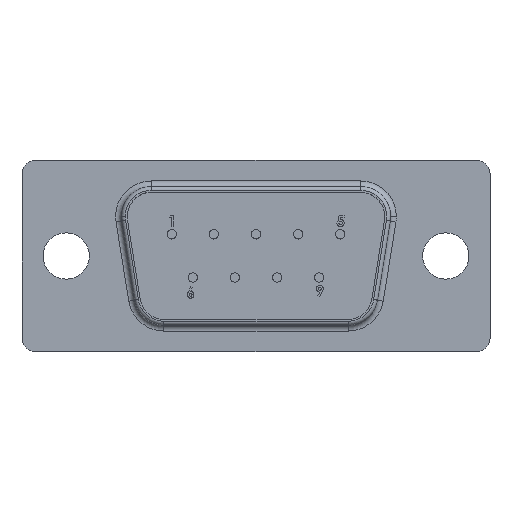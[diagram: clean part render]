
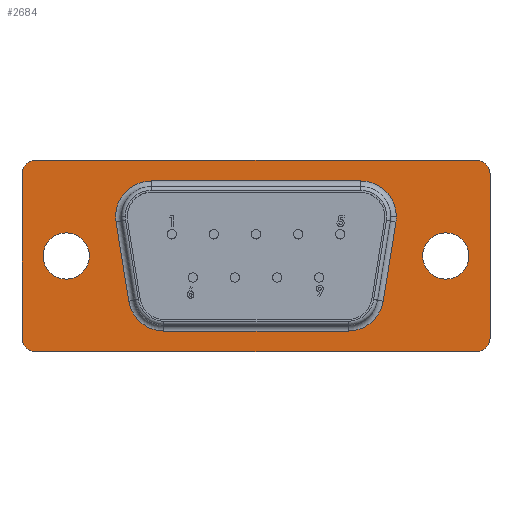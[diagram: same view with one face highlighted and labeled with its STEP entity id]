
A CAD part, top view. The second image highlights one B-rep face of the part: STEP entity #2684.
In plain terms, the highlighted planar face has unit normal (0, 0, 1).
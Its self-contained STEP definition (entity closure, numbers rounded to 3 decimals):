
#1296 = VERTEX_POINT('',#1297);
#1297 = CARTESIAN_POINT('',(12.459,3.523,6.48));
#1306 = EDGE_CURVE('',#1296,#1307,#1309,.T.);
#1307 = VERTEX_POINT('',#1308);
#1308 = CARTESIAN_POINT('',(14.795,1.186,6.48));
#1309 = CIRCLE('',#1310,2.337);
#1310 = AXIS2_PLACEMENT_3D('',#1311,#1312,#1313);
#1311 = CARTESIAN_POINT('',(12.459,1.186,6.48));
#1312 = DIRECTION('',(0.,0.,-1.));
#1313 = DIRECTION('',(1.,0.,0.));
#1460 = VERTEX_POINT('',#1461);
#1461 = CARTESIAN_POINT('',(19.576,-1.418,6.48));
#1467 = EDGE_CURVE('',#1468,#1460,#1470,.T.);
#1468 = VERTEX_POINT('',#1469);
#1469 = CARTESIAN_POINT('',(16.528,-1.418,6.48));
#1470 = CIRCLE('',#1471,1.524);
#1471 = AXIS2_PLACEMENT_3D('',#1472,#1473,#1474);
#1472 = CARTESIAN_POINT('',(18.052,-1.418,6.48));
#1473 = DIRECTION('',(0.,0.,1.));
#1474 = DIRECTION('',(1.,0.,0.));
#1502 = VERTEX_POINT('',#1503);
#1503 = CARTESIAN_POINT('',(-5.418,-1.418,6.48));
#1509 = EDGE_CURVE('',#1510,#1502,#1512,.T.);
#1510 = VERTEX_POINT('',#1511);
#1511 = CARTESIAN_POINT('',(-8.466,-1.418,6.48));
#1512 = CIRCLE('',#1513,1.524);
#1513 = AXIS2_PLACEMENT_3D('',#1514,#1515,#1516);
#1514 = CARTESIAN_POINT('',(-6.942,-1.418,6.48));
#1515 = DIRECTION('',(0.,0.,1.));
#1516 = DIRECTION('',(1.,0.,0.));
#2684 = ADVANCED_FACE('',(#2685,#2754,#2764,#2774),#2844,.T.);
#2685 = FACE_BOUND('',#2686,.T.);
#2686 = EDGE_LOOP('',(#2687,#2688,#2697,#2705,#2714,#2722,#2731,#2739,
    #2748));
#2687 = ORIENTED_EDGE('',*,*,#1306,.T.);
#2688 = ORIENTED_EDGE('',*,*,#2689,.T.);
#2689 = EDGE_CURVE('',#1307,#2690,#2692,.T.);
#2690 = VERTEX_POINT('',#2691);
#2691 = CARTESIAN_POINT('',(14.766,0.814,6.48));
#2692 = CIRCLE('',#2693,2.337);
#2693 = AXIS2_PLACEMENT_3D('',#2694,#2695,#2696);
#2694 = CARTESIAN_POINT('',(12.459,1.186,6.48));
#2695 = DIRECTION('',(0.,0.,-1.));
#2696 = DIRECTION('',(1.,0.,0.));
#2697 = ORIENTED_EDGE('',*,*,#2698,.T.);
#2698 = EDGE_CURVE('',#2690,#2699,#2701,.T.);
#2699 = VERTEX_POINT('',#2700);
#2700 = CARTESIAN_POINT('',(13.927,-4.393,6.48));
#2701 = LINE('',#2702,#2703);
#2702 = CARTESIAN_POINT('',(12.805,-11.364,6.48));
#2703 = VECTOR('',#2704,1.);
#2704 = DIRECTION('',(-0.159,-0.987,0.));
#2705 = ORIENTED_EDGE('',*,*,#2706,.T.);
#2706 = EDGE_CURVE('',#2699,#2707,#2709,.T.);
#2707 = VERTEX_POINT('',#2708);
#2708 = CARTESIAN_POINT('',(11.62,-6.358,6.48));
#2709 = CIRCLE('',#2710,2.337);
#2710 = AXIS2_PLACEMENT_3D('',#2711,#2712,#2713);
#2711 = CARTESIAN_POINT('',(11.62,-4.021,6.48));
#2712 = DIRECTION('',(0.,0.,-1.));
#2713 = DIRECTION('',(1.,0.,0.));
#2714 = ORIENTED_EDGE('',*,*,#2715,.T.);
#2715 = EDGE_CURVE('',#2707,#2716,#2718,.T.);
#2716 = VERTEX_POINT('',#2717);
#2717 = CARTESIAN_POINT('',(-0.51,-6.358,6.48));
#2718 = LINE('',#2719,#2720);
#2719 = CARTESIAN_POINT('',(-9.85,-6.358,6.48));
#2720 = VECTOR('',#2721,1.);
#2721 = DIRECTION('',(-1.,0.,0.));
#2722 = ORIENTED_EDGE('',*,*,#2723,.T.);
#2723 = EDGE_CURVE('',#2716,#2724,#2726,.T.);
#2724 = VERTEX_POINT('',#2725);
#2725 = CARTESIAN_POINT('',(-2.817,-4.393,6.48));
#2726 = CIRCLE('',#2727,2.337);
#2727 = AXIS2_PLACEMENT_3D('',#2728,#2729,#2730);
#2728 = CARTESIAN_POINT('',(-0.51,-4.021,6.48));
#2729 = DIRECTION('',(0.,0.,-1.));
#2730 = DIRECTION('',(1.,0.,0.));
#2731 = ORIENTED_EDGE('',*,*,#2732,.T.);
#2732 = EDGE_CURVE('',#2724,#2733,#2735,.T.);
#2733 = VERTEX_POINT('',#2734);
#2734 = CARTESIAN_POINT('',(-3.655,0.814,6.48));
#2735 = LINE('',#2736,#2737);
#2736 = CARTESIAN_POINT('',(-2.473,-6.53,6.48));
#2737 = VECTOR('',#2738,1.);
#2738 = DIRECTION('',(-0.159,0.987,0.));
#2739 = ORIENTED_EDGE('',*,*,#2740,.T.);
#2740 = EDGE_CURVE('',#2733,#2741,#2743,.T.);
#2741 = VERTEX_POINT('',#2742);
#2742 = CARTESIAN_POINT('',(-1.348,3.523,6.48));
#2743 = CIRCLE('',#2744,2.337);
#2744 = AXIS2_PLACEMENT_3D('',#2745,#2746,#2747);
#2745 = CARTESIAN_POINT('',(-1.348,1.186,6.48));
#2746 = DIRECTION('',(0.,0.,-1.));
#2747 = DIRECTION('',(1.,0.,0.));
#2748 = ORIENTED_EDGE('',*,*,#2749,.T.);
#2749 = EDGE_CURVE('',#2741,#1296,#2750,.T.);
#2750 = LINE('',#2751,#2752);
#2751 = CARTESIAN_POINT('',(-9.85,3.523,6.48));
#2752 = VECTOR('',#2753,1.);
#2753 = DIRECTION('',(1.,0.,0.));
#2754 = FACE_BOUND('',#2755,.T.);
#2755 = EDGE_LOOP('',(#2756,#2763));
#2756 = ORIENTED_EDGE('',*,*,#2757,.F.);
#2757 = EDGE_CURVE('',#1460,#1468,#2758,.T.);
#2758 = CIRCLE('',#2759,1.524);
#2759 = AXIS2_PLACEMENT_3D('',#2760,#2761,#2762);
#2760 = CARTESIAN_POINT('',(18.052,-1.418,6.48));
#2761 = DIRECTION('',(0.,0.,1.));
#2762 = DIRECTION('',(1.,0.,0.));
#2763 = ORIENTED_EDGE('',*,*,#1467,.F.);
#2764 = FACE_BOUND('',#2765,.T.);
#2765 = EDGE_LOOP('',(#2766,#2773));
#2766 = ORIENTED_EDGE('',*,*,#2767,.F.);
#2767 = EDGE_CURVE('',#1502,#1510,#2768,.T.);
#2768 = CIRCLE('',#2769,1.524);
#2769 = AXIS2_PLACEMENT_3D('',#2770,#2771,#2772);
#2770 = CARTESIAN_POINT('',(-6.942,-1.418,6.48));
#2771 = DIRECTION('',(0.,0.,1.));
#2772 = DIRECTION('',(1.,0.,0.));
#2773 = ORIENTED_EDGE('',*,*,#1509,.F.);
#2774 = FACE_BOUND('',#2775,.T.);
#2775 = EDGE_LOOP('',(#2776,#2786,#2795,#2803,#2812,#2820,#2829,#2837));
#2776 = ORIENTED_EDGE('',*,*,#2777,.T.);
#2777 = EDGE_CURVE('',#2778,#2780,#2782,.T.);
#2778 = VERTEX_POINT('',#2779);
#2779 = CARTESIAN_POINT('',(20.071,4.881,6.48));
#2780 = VERTEX_POINT('',#2781);
#2781 = CARTESIAN_POINT('',(-8.961,4.881,6.48));
#2782 = LINE('',#2783,#2784);
#2783 = CARTESIAN_POINT('',(-9.85,4.881,6.48));
#2784 = VECTOR('',#2785,1.);
#2785 = DIRECTION('',(-1.,0.,0.));
#2786 = ORIENTED_EDGE('',*,*,#2787,.T.);
#2787 = EDGE_CURVE('',#2780,#2788,#2790,.T.);
#2788 = VERTEX_POINT('',#2789);
#2789 = CARTESIAN_POINT('',(-9.85,3.992,6.48));
#2790 = CIRCLE('',#2791,0.889);
#2791 = AXIS2_PLACEMENT_3D('',#2792,#2793,#2794);
#2792 = CARTESIAN_POINT('',(-8.961,3.992,6.48));
#2793 = DIRECTION('',(0.,0.,1.));
#2794 = DIRECTION('',(1.,0.,0.));
#2795 = ORIENTED_EDGE('',*,*,#2796,.T.);
#2796 = EDGE_CURVE('',#2788,#2797,#2799,.T.);
#2797 = VERTEX_POINT('',#2798);
#2798 = CARTESIAN_POINT('',(-9.85,-6.828,6.48));
#2799 = LINE('',#2800,#2801);
#2800 = CARTESIAN_POINT('',(-9.85,4.881,6.48));
#2801 = VECTOR('',#2802,1.);
#2802 = DIRECTION('',(0.,-1.,0.));
#2803 = ORIENTED_EDGE('',*,*,#2804,.T.);
#2804 = EDGE_CURVE('',#2797,#2805,#2807,.T.);
#2805 = VERTEX_POINT('',#2806);
#2806 = CARTESIAN_POINT('',(-8.961,-7.717,6.48));
#2807 = CIRCLE('',#2808,0.889);
#2808 = AXIS2_PLACEMENT_3D('',#2809,#2810,#2811);
#2809 = CARTESIAN_POINT('',(-8.961,-6.828,6.48));
#2810 = DIRECTION('',(0.,0.,1.));
#2811 = DIRECTION('',(1.,0.,0.));
#2812 = ORIENTED_EDGE('',*,*,#2813,.T.);
#2813 = EDGE_CURVE('',#2805,#2814,#2816,.T.);
#2814 = VERTEX_POINT('',#2815);
#2815 = CARTESIAN_POINT('',(20.071,-7.717,6.48));
#2816 = LINE('',#2817,#2818);
#2817 = CARTESIAN_POINT('',(-9.85,-7.717,6.48));
#2818 = VECTOR('',#2819,1.);
#2819 = DIRECTION('',(1.,0.,0.));
#2820 = ORIENTED_EDGE('',*,*,#2821,.T.);
#2821 = EDGE_CURVE('',#2814,#2822,#2824,.T.);
#2822 = VERTEX_POINT('',#2823);
#2823 = CARTESIAN_POINT('',(20.96,-6.828,6.48));
#2824 = CIRCLE('',#2825,0.889);
#2825 = AXIS2_PLACEMENT_3D('',#2826,#2827,#2828);
#2826 = CARTESIAN_POINT('',(20.071,-6.828,6.48));
#2827 = DIRECTION('',(0.,0.,1.));
#2828 = DIRECTION('',(1.,0.,0.));
#2829 = ORIENTED_EDGE('',*,*,#2830,.T.);
#2830 = EDGE_CURVE('',#2822,#2831,#2833,.T.);
#2831 = VERTEX_POINT('',#2832);
#2832 = CARTESIAN_POINT('',(20.96,3.992,6.48));
#2833 = LINE('',#2834,#2835);
#2834 = CARTESIAN_POINT('',(20.96,4.881,6.48));
#2835 = VECTOR('',#2836,1.);
#2836 = DIRECTION('',(0.,1.,0.));
#2837 = ORIENTED_EDGE('',*,*,#2838,.T.);
#2838 = EDGE_CURVE('',#2831,#2778,#2839,.T.);
#2839 = CIRCLE('',#2840,0.889);
#2840 = AXIS2_PLACEMENT_3D('',#2841,#2842,#2843);
#2841 = CARTESIAN_POINT('',(20.071,3.992,6.48));
#2842 = DIRECTION('',(0.,0.,1.));
#2843 = DIRECTION('',(1.,0.,0.));
#2844 = PLANE('',#2845);
#2845 = AXIS2_PLACEMENT_3D('',#2846,#2847,#2848);
#2846 = CARTESIAN_POINT('',(-9.85,-7.717,6.48));
#2847 = DIRECTION('',(0.,0.,1.));
#2848 = DIRECTION('',(1.,0.,0.));
